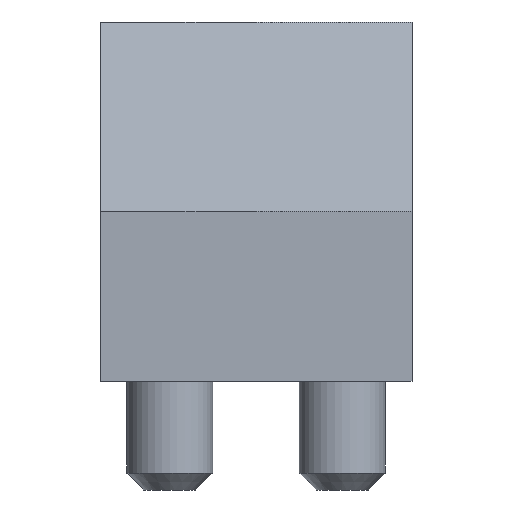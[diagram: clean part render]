
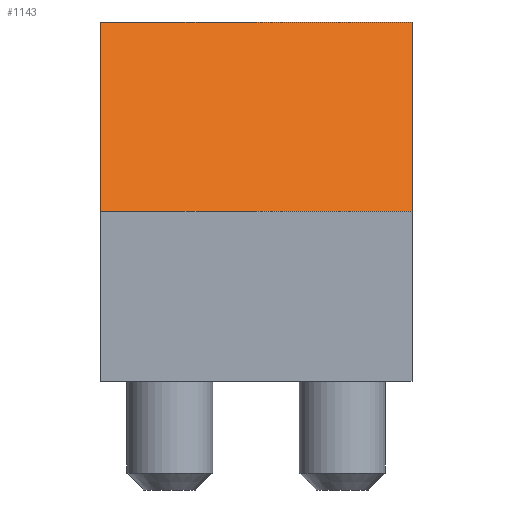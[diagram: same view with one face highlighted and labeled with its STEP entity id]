
A CAD part, left-side view. The second image highlights one B-rep face of the part: STEP entity #1143.
In plain terms, the highlighted planar face has unit normal (-0.707, 0, 0.707).
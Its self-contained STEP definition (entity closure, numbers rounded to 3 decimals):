
#209 = PLANE('',#210);
#210 = AXIS2_PLACEMENT_3D('',#211,#212,#213);
#211 = CARTESIAN_POINT('',(-2.856,2.3,2.199));
#212 = DIRECTION('',(0.,1.,0.));
#213 = DIRECTION('',(0.,0.,1.));
#265 = PLANE('',#266);
#266 = AXIS2_PLACEMENT_3D('',#267,#268,#269);
#267 = CARTESIAN_POINT('',(-2.856,-2.3,2.199));
#268 = DIRECTION('',(0.,1.,0.));
#269 = DIRECTION('',(0.,0.,1.));
#554 = VERTEX_POINT('',#555);
#555 = CARTESIAN_POINT('',(-1.71,2.3,5.3));
#569 = PLANE('',#570);
#570 = AXIS2_PLACEMENT_3D('',#571,#572,#573);
#571 = CARTESIAN_POINT('',(0.,2.3,5.3));
#572 = DIRECTION('',(0.,0.,-1.));
#573 = DIRECTION('',(-1.,0.,0.));
#581 = EDGE_CURVE('',#554,#582,#584,.T.);
#582 = VERTEX_POINT('',#583);
#583 = CARTESIAN_POINT('',(-4.5,2.3,2.51));
#584 = SURFACE_CURVE('',#585,(#589,#596),.PCURVE_S1.);
#585 = LINE('',#586,#587);
#586 = CARTESIAN_POINT('',(-1.71,2.3,5.3));
#587 = VECTOR('',#588,1.);
#588 = DIRECTION('',(-0.707,0.,-0.707
    ));
#589 = PCURVE('',#209,#590);
#590 = DEFINITIONAL_REPRESENTATION('',(#591),#595);
#591 = LINE('',#592,#593);
#592 = CARTESIAN_POINT('',(3.101,1.146));
#593 = VECTOR('',#594,1.);
#594 = DIRECTION('',(-0.707,-0.707));
#595 = ( GEOMETRIC_REPRESENTATION_CONTEXT(2) 
PARAMETRIC_REPRESENTATION_CONTEXT() REPRESENTATION_CONTEXT('2D SPACE',''
  ) );
#596 = PCURVE('',#597,#602);
#597 = PLANE('',#598);
#598 = AXIS2_PLACEMENT_3D('',#599,#600,#601);
#599 = CARTESIAN_POINT('',(-1.71,2.3,5.3));
#600 = DIRECTION('',(0.707,0.,-0.707)
  );
#601 = DIRECTION('',(-0.707,0.,-0.707
    ));
#602 = DEFINITIONAL_REPRESENTATION('',(#603),#607);
#603 = LINE('',#604,#605);
#604 = CARTESIAN_POINT('',(0.,0.));
#605 = VECTOR('',#606,1.);
#606 = DIRECTION('',(1.,0.));
#607 = ( GEOMETRIC_REPRESENTATION_CONTEXT(2) 
PARAMETRIC_REPRESENTATION_CONTEXT() REPRESENTATION_CONTEXT('2D SPACE',''
  ) );
#625 = PLANE('',#626);
#626 = AXIS2_PLACEMENT_3D('',#627,#628,#629);
#627 = CARTESIAN_POINT('',(-4.5,2.3,2.51));
#628 = DIRECTION('',(0.,0.,-1.));
#629 = DIRECTION('',(-1.,0.,0.));
#807 = VERTEX_POINT('',#808);
#808 = CARTESIAN_POINT('',(-1.71,-2.3,5.3));
#829 = EDGE_CURVE('',#807,#830,#832,.T.);
#830 = VERTEX_POINT('',#831);
#831 = CARTESIAN_POINT('',(-4.5,-2.3,2.51));
#832 = SURFACE_CURVE('',#833,(#837,#844),.PCURVE_S1.);
#833 = LINE('',#834,#835);
#834 = CARTESIAN_POINT('',(-1.71,-2.3,5.3));
#835 = VECTOR('',#836,1.);
#836 = DIRECTION('',(-0.707,0.,-0.707
    ));
#837 = PCURVE('',#265,#838);
#838 = DEFINITIONAL_REPRESENTATION('',(#839),#843);
#839 = LINE('',#840,#841);
#840 = CARTESIAN_POINT('',(3.101,1.146));
#841 = VECTOR('',#842,1.);
#842 = DIRECTION('',(-0.707,-0.707));
#843 = ( GEOMETRIC_REPRESENTATION_CONTEXT(2) 
PARAMETRIC_REPRESENTATION_CONTEXT() REPRESENTATION_CONTEXT('2D SPACE',''
  ) );
#844 = PCURVE('',#597,#845);
#845 = DEFINITIONAL_REPRESENTATION('',(#846),#850);
#846 = LINE('',#847,#848);
#847 = CARTESIAN_POINT('',(0.,-4.6));
#848 = VECTOR('',#849,1.);
#849 = DIRECTION('',(1.,0.));
#850 = ( GEOMETRIC_REPRESENTATION_CONTEXT(2) 
PARAMETRIC_REPRESENTATION_CONTEXT() REPRESENTATION_CONTEXT('2D SPACE',''
  ) );
#1122 = EDGE_CURVE('',#554,#807,#1123,.T.);
#1123 = SURFACE_CURVE('',#1124,(#1128,#1135),.PCURVE_S1.);
#1124 = LINE('',#1125,#1126);
#1125 = CARTESIAN_POINT('',(-1.71,2.3,5.3));
#1126 = VECTOR('',#1127,1.);
#1127 = DIRECTION('',(0.,-1.,0.));
#1128 = PCURVE('',#569,#1129);
#1129 = DEFINITIONAL_REPRESENTATION('',(#1130),#1134);
#1130 = LINE('',#1131,#1132);
#1131 = CARTESIAN_POINT('',(1.71,0.));
#1132 = VECTOR('',#1133,1.);
#1133 = DIRECTION('',(0.,-1.));
#1134 = ( GEOMETRIC_REPRESENTATION_CONTEXT(2) 
PARAMETRIC_REPRESENTATION_CONTEXT() REPRESENTATION_CONTEXT('2D SPACE',''
  ) );
#1135 = PCURVE('',#597,#1136);
#1136 = DEFINITIONAL_REPRESENTATION('',(#1137),#1141);
#1137 = LINE('',#1138,#1139);
#1138 = CARTESIAN_POINT('',(-0.,0.));
#1139 = VECTOR('',#1140,1.);
#1140 = DIRECTION('',(0.,-1.));
#1141 = ( GEOMETRIC_REPRESENTATION_CONTEXT(2) 
PARAMETRIC_REPRESENTATION_CONTEXT() REPRESENTATION_CONTEXT('2D SPACE',''
  ) );
#1143 = ADVANCED_FACE('',(#1144),#597,.F.);
#1144 = FACE_BOUND('',#1145,.F.);
#1145 = EDGE_LOOP('',(#1146,#1147,#1148,#1169));
#1146 = ORIENTED_EDGE('',*,*,#1122,.T.);
#1147 = ORIENTED_EDGE('',*,*,#829,.T.);
#1148 = ORIENTED_EDGE('',*,*,#1149,.F.);
#1149 = EDGE_CURVE('',#582,#830,#1150,.T.);
#1150 = SURFACE_CURVE('',#1151,(#1155,#1162),.PCURVE_S1.);
#1151 = LINE('',#1152,#1153);
#1152 = CARTESIAN_POINT('',(-4.5,2.3,2.51));
#1153 = VECTOR('',#1154,1.);
#1154 = DIRECTION('',(0.,-1.,0.));
#1155 = PCURVE('',#597,#1156);
#1156 = DEFINITIONAL_REPRESENTATION('',(#1157),#1161);
#1157 = LINE('',#1158,#1159);
#1158 = CARTESIAN_POINT('',(3.946,0.));
#1159 = VECTOR('',#1160,1.);
#1160 = DIRECTION('',(0.,-1.));
#1161 = ( GEOMETRIC_REPRESENTATION_CONTEXT(2) 
PARAMETRIC_REPRESENTATION_CONTEXT() REPRESENTATION_CONTEXT('2D SPACE',''
  ) );
#1162 = PCURVE('',#625,#1163);
#1163 = DEFINITIONAL_REPRESENTATION('',(#1164),#1168);
#1164 = LINE('',#1165,#1166);
#1165 = CARTESIAN_POINT('',(0.,0.));
#1166 = VECTOR('',#1167,1.);
#1167 = DIRECTION('',(0.,-1.));
#1168 = ( GEOMETRIC_REPRESENTATION_CONTEXT(2) 
PARAMETRIC_REPRESENTATION_CONTEXT() REPRESENTATION_CONTEXT('2D SPACE',''
  ) );
#1169 = ORIENTED_EDGE('',*,*,#581,.F.);
